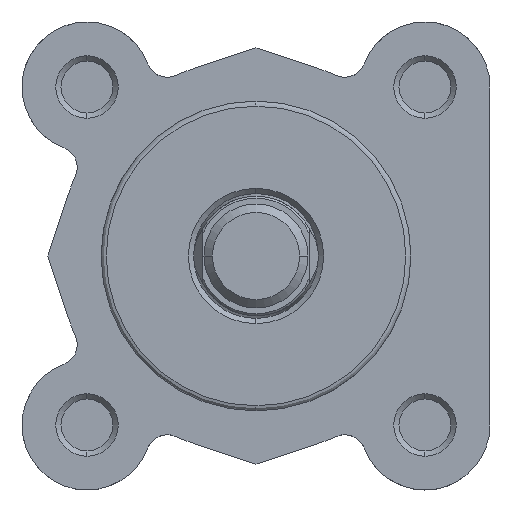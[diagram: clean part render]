
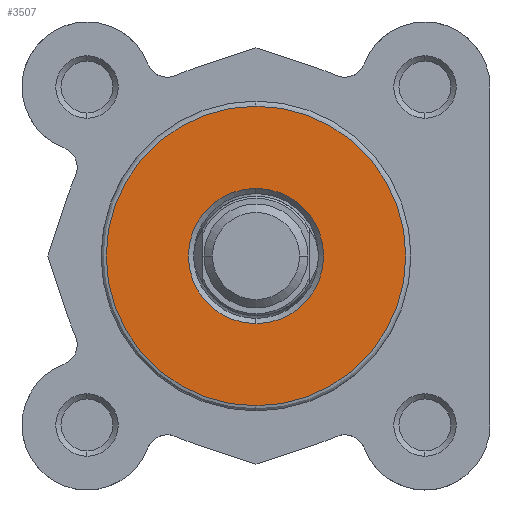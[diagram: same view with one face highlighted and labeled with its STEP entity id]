
A CAD part, left-side view. The second image highlights one B-rep face of the part: STEP entity #3507.
In plain terms, the highlighted planar face has unit normal (-1, 0, 0).
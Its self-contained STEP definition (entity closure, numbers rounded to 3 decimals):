
#70 = VERTEX_POINT ( 'NONE', #427 ) ;
#80 = VERTEX_POINT ( 'NONE', #438 ) ;
#205 = VERTEX_POINT ( 'NONE', #594 ) ;
#206 = VERTEX_POINT ( 'NONE', #595 ) ;
#427 = CARTESIAN_POINT ( 'NONE',  ( 0., 0., -6.5 ) ) ;
#438 = CARTESIAN_POINT ( 'NONE',  ( 0., 0., 6.5 ) ) ;
#594 = CARTESIAN_POINT ( 'NONE',  ( 0., 0., 14.4 ) ) ;
#595 = CARTESIAN_POINT ( 'NONE',  ( 0., 0., -14.4 ) ) ;
#1076 = ORIENTED_EDGE ( 'NONE', *, *, #2317, .T. ) ;
#1077 = ORIENTED_EDGE ( 'NONE', *, *, #2129, .T. ) ;
#1078 = ORIENTED_EDGE ( 'NONE', *, *, #2324, .T. ) ;
#1079 = ORIENTED_EDGE ( 'NONE', *, *, #2439, .T. ) ;
#2129 = EDGE_CURVE ( 'NONE', #205, #206, #3577, .T. ) ;
#2317 = EDGE_CURVE ( 'NONE', #206, #205, #3819, .T. ) ;
#2324 = EDGE_CURVE ( 'NONE', #70, #80, #3827, .T. ) ;
#2439 = EDGE_CURVE ( 'NONE', #80, #70, #3994, .T. ) ;
#2597 = AXIS2_PLACEMENT_3D ( 'NONE', #6068, #6069, #6070 ) ;
#2677 = AXIS2_PLACEMENT_3D ( 'NONE', #6581, #6583, #6584 ) ;
#2688 = AXIS2_PLACEMENT_3D ( 'NONE', #6602, #6603, #6604 ) ;
#2756 = AXIS2_PLACEMENT_3D ( 'NONE', #6900, #6901, #6902 ) ;
#2956 = AXIS2_PLACEMENT_3D ( 'NONE', #5313, #5315, #5316 ) ;
#3213 = EDGE_LOOP ( 'NONE', ( #1077, #1076 ) ) ;
#3251 = EDGE_LOOP ( 'NONE', ( #1079, #1078 ) ) ;
#3507 = ADVANCED_FACE ( 'NONE', ( #4438, #4447 ), #5314, .T. ) ;
#3577 = CIRCLE ( 'NONE', #2597, 14.4 ) ;
#3819 = CIRCLE ( 'NONE', #2677, 14.4 ) ;
#3827 = CIRCLE ( 'NONE', #2688, 6.5 ) ;
#3994 = CIRCLE ( 'NONE', #2756, 6.5 ) ;
#4438 = FACE_BOUND ( 'NONE', #3251, .T. ) ;
#4447 = FACE_OUTER_BOUND ( 'NONE', #3213, .T. ) ;
#5313 = CARTESIAN_POINT ( 'NONE',  ( 0., -6., 0. ) ) ;
#5314 = PLANE ( 'NONE',  #2956 ) ;
#5315 = DIRECTION ( 'NONE',  ( -1., 0., 0. ) ) ;
#5316 = DIRECTION ( 'NONE',  ( 0., 0., 1. ) ) ;
#6068 = CARTESIAN_POINT ( 'NONE',  ( 0., 0., 0. ) ) ;
#6069 = DIRECTION ( 'NONE',  ( -1., 0., 0. ) ) ;
#6070 = DIRECTION ( 'NONE',  ( 0., 0., 1. ) ) ;
#6581 = CARTESIAN_POINT ( 'NONE',  ( 0., 0., 0. ) ) ;
#6583 = DIRECTION ( 'NONE',  ( -1., 0., 0. ) ) ;
#6584 = DIRECTION ( 'NONE',  ( 0., 0., 1. ) ) ;
#6602 = CARTESIAN_POINT ( 'NONE',  ( 0., 0., 0. ) ) ;
#6603 = DIRECTION ( 'NONE',  ( 1., 0., 0. ) ) ;
#6604 = DIRECTION ( 'NONE',  ( 0., 0., 1. ) ) ;
#6900 = CARTESIAN_POINT ( 'NONE',  ( 0., 0., 0. ) ) ;
#6901 = DIRECTION ( 'NONE',  ( 1., 0., 0. ) ) ;
#6902 = DIRECTION ( 'NONE',  ( 0., 0., 1. ) ) ;
